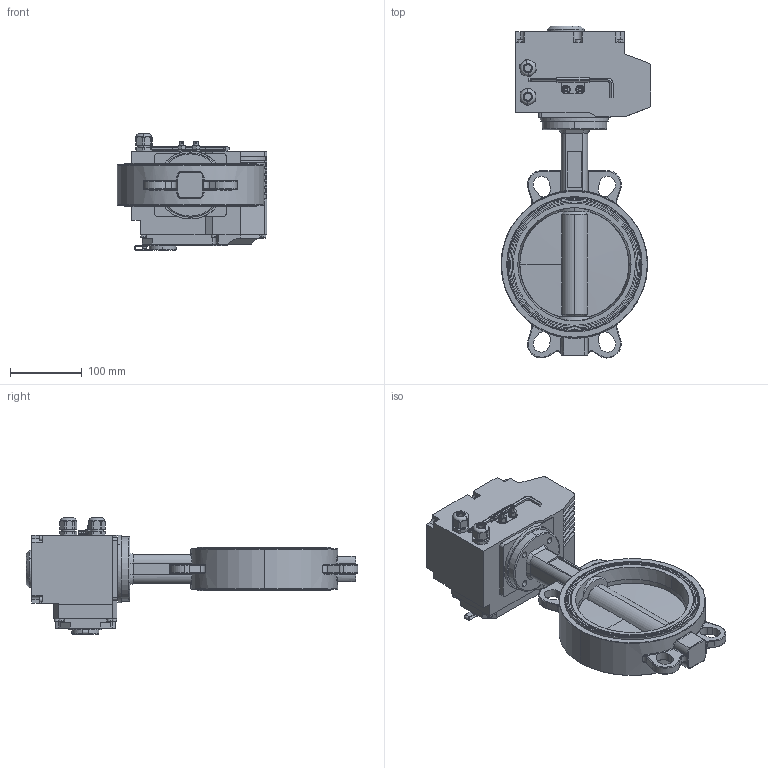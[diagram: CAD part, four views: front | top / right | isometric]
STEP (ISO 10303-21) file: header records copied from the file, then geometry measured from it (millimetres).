
FILE_DESCRIPTION (( 'STEP AP203' ), '1' );
FILE_NAME ('J9_DN150_AOX.STEP', '2023-02-17T08:32:26', ( '' ), ( '' ), 'SwSTEP 2.0', 'SolidWorks 2017', '' );
FILE_SCHEMA (( 'CONFIG_CONTROL_DESIGN' ));
Length unit declared in the file: millimetre
Products named in the file (1): J9_DN150_AOX
Bounding box: 209.5 x 463.99 x 162.5 mm (x, y, z)
Volume: 3828227.3 mm3; surface area: 317253.6 mm2
Topology: 1 solids, 12 shells, 1073 faces, 2693 edges, 1644 vertices
Faces by surface type: plane 511, cylinder 286, cone 138, torus 109, bspline 24, sphere 5
Entity records: 33830 total; most frequent: CARTESIAN_POINT 8154, DIRECTION 5494, ORIENTED_EDGE 5280, EDGE_CURVE 2640, AXIS2_PLACEMENT_3D 2044, VERTEX_POINT 1644, VECTOR 1406, LINE 1406
